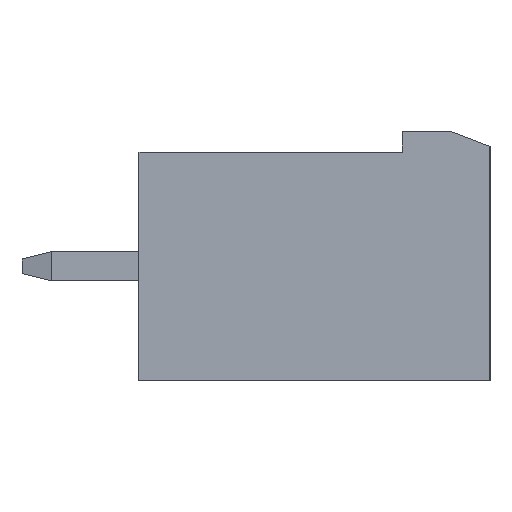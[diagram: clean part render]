
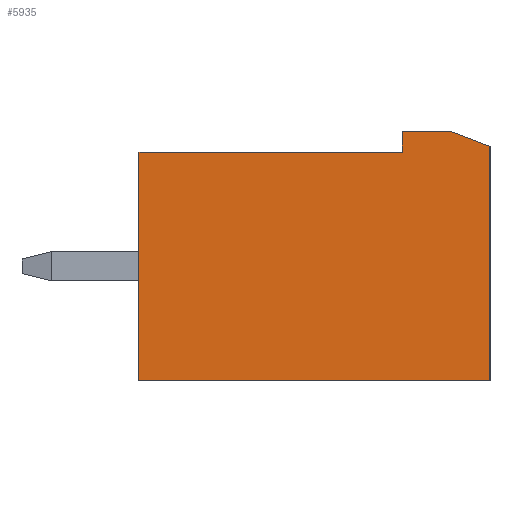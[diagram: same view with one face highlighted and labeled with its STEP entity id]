
A CAD part, left-side view. The second image highlights one B-rep face of the part: STEP entity #5935.
In plain terms, the highlighted planar face has unit normal (-1, 0, 0).
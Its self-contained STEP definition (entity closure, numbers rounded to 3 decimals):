
#16=DIRECTION('',(0.,1.,0.));
#17=VECTOR('',#16,12.);
#18=CARTESIAN_POINT('',(-0.8,0.,-3.9));
#19=LINE('',#18,#17);
#20=DIRECTION('',(0.,0.,1.));
#21=VECTOR('',#20,7.8);
#22=CARTESIAN_POINT('',(-0.8,12.,-3.9));
#23=LINE('',#22,#21);
#24=DIRECTION('',(0.,1.,0.));
#25=VECTOR('',#24,9.);
#26=CARTESIAN_POINT('',(-0.8,3.,3.9));
#27=LINE('',#26,#25);
#28=DIRECTION('',(0.,0.,-1.));
#29=VECTOR('',#28,0.7);
#30=CARTESIAN_POINT('',(-0.8,3.,4.6));
#31=LINE('',#30,#29);
#32=DIRECTION('',(0.,-1.,0.));
#33=VECTOR('',#32,1.7);
#34=CARTESIAN_POINT('',(-0.8,3.,4.6));
#35=LINE('',#34,#33);
#36=DIRECTION('',(0.,0.933,0.359));
#37=VECTOR('',#36,1.393);
#38=CARTESIAN_POINT('',(-0.8,0.,4.1));
#39=LINE('',#38,#37);
#40=DIRECTION('',(0.,0.,-1.));
#41=VECTOR('',#40,8.);
#42=CARTESIAN_POINT('',(-0.8,0.,4.1));
#43=LINE('',#42,#41);
#5050=CARTESIAN_POINT('',(-0.8,0.,-3.9));
#5051=CARTESIAN_POINT('',(-0.8,12.,-3.9));
#5052=VERTEX_POINT('',#5050);
#5053=VERTEX_POINT('',#5051);
#5054=CARTESIAN_POINT('',(-0.8,12.,3.9));
#5055=VERTEX_POINT('',#5054);
#5056=CARTESIAN_POINT('',(-0.8,3.,4.6));
#5057=CARTESIAN_POINT('',(-0.8,1.3,4.6));
#5058=VERTEX_POINT('',#5056);
#5059=VERTEX_POINT('',#5057);
#5060=CARTESIAN_POINT('',(-0.8,0.,4.1));
#5061=VERTEX_POINT('',#5060);
#5062=CARTESIAN_POINT('',(-0.8,3.,3.9));
#5063=VERTEX_POINT('',#5062);
#5914=CARTESIAN_POINT('',(-0.8,16.849,-12.15));
#5915=DIRECTION('',(-1.,0.,0.));
#5916=DIRECTION('',(0.,-1.,0.));
#5917=AXIS2_PLACEMENT_3D('',#5914,#5915,#5916);
#5918=PLANE('',#5917);
#5920=ORIENTED_EDGE('',*,*,#5919,.T.);
#5922=ORIENTED_EDGE('',*,*,#5921,.T.);
#5924=ORIENTED_EDGE('',*,*,#5923,.F.);
#5926=ORIENTED_EDGE('',*,*,#5925,.F.);
#5928=ORIENTED_EDGE('',*,*,#5927,.T.);
#5930=ORIENTED_EDGE('',*,*,#5929,.F.);
#5932=ORIENTED_EDGE('',*,*,#5931,.T.);
#5933=EDGE_LOOP('',(#5920,#5922,#5924,#5926,#5928,#5930,#5932));
#5934=FACE_OUTER_BOUND('',#5933,.F.);
#5935=ADVANCED_FACE('',(#5934),#5918,.T.);
#5919=EDGE_CURVE('',#5052,#5053,#19,.T.);
#5921=EDGE_CURVE('',#5053,#5055,#23,.T.);
#5923=EDGE_CURVE('',#5063,#5055,#27,.T.);
#5925=EDGE_CURVE('',#5058,#5063,#31,.T.);
#5927=EDGE_CURVE('',#5058,#5059,#35,.T.);
#5929=EDGE_CURVE('',#5061,#5059,#39,.T.);
#5931=EDGE_CURVE('',#5061,#5052,#43,.T.);
